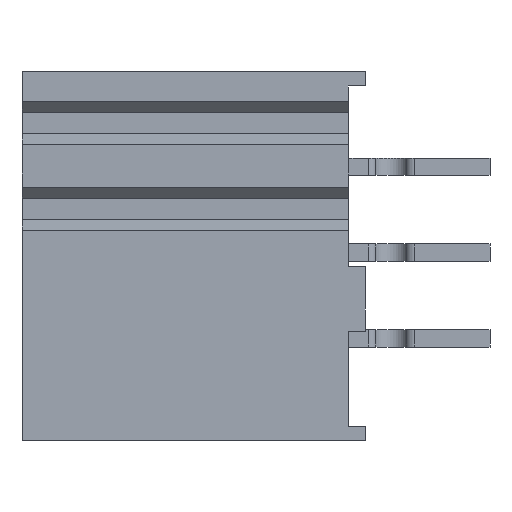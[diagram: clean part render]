
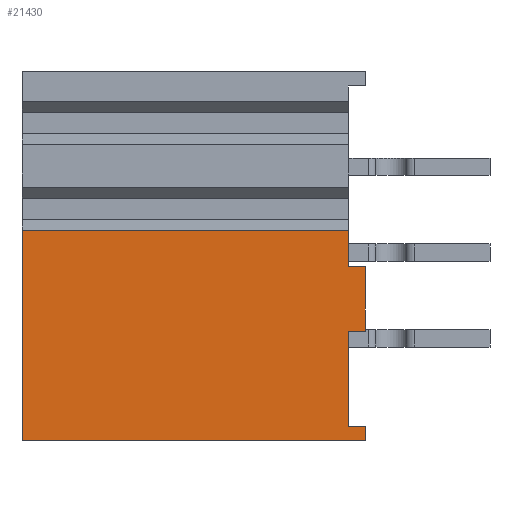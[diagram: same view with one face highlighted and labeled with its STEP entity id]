
A CAD part, front view. The second image highlights one B-rep face of the part: STEP entity #21430.
In plain terms, the highlighted planar face has unit normal (0, -1, 0).
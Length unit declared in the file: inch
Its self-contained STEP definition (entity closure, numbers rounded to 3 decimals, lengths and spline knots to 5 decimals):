
#19919=DIRECTION('',(0.,0.,-1.));
#19920=VECTOR('',#19919,0.0425);
#19921=CARTESIAN_POINT('',(0.19,-0.114,0.075));
#19922=LINE('',#19921,#19920);
#19923=DIRECTION('',(1.,0.,0.));
#19924=VECTOR('',#19923,0.02);
#19925=CARTESIAN_POINT('',(0.19,-0.114,0.0325));
#19926=LINE('',#19925,#19924);
#19927=DIRECTION('',(0.,0.,-1.));
#19928=VECTOR('',#19927,0.1105);
#19929=CARTESIAN_POINT('',(0.19,-0.114,-0.0425));
#19930=LINE('',#19929,#19928);
#19931=DIRECTION('',(1.,0.,0.));
#19932=VECTOR('',#19931,0.02);
#19933=CARTESIAN_POINT('',(0.19,-0.114,-0.153));
#19934=LINE('',#19933,#19932);
#19935=DIRECTION('',(0.,0.,1.));
#19936=VECTOR('',#19935,0.245);
#19937=CARTESIAN_POINT('',(-0.19,-0.114,-0.17));
#19938=LINE('',#19937,#19936);
#19939=DIRECTION('',(-1.,0.,0.));
#19940=VECTOR('',#19939,0.38);
#19941=CARTESIAN_POINT('',(0.19,-0.114,0.075));
#19942=LINE('',#19941,#19940);
#20111=DIRECTION('',(1.,0.,0.));
#20112=VECTOR('',#20111,0.4);
#20113=CARTESIAN_POINT('',(-0.19,-0.114,-0.17));
#20114=LINE('',#20113,#20112);
#20275=DIRECTION('',(1.,0.,0.));
#20276=VECTOR('',#20275,0.02);
#20277=CARTESIAN_POINT('',(0.19,-0.114,-0.0425));
#20278=LINE('',#20277,#20276);
#20287=DIRECTION('',(0.,0.,-1.));
#20288=VECTOR('',#20287,0.075);
#20289=CARTESIAN_POINT('',(0.21,-0.114,0.0325));
#20290=LINE('',#20289,#20288);
#20347=DIRECTION('',(0.,0.,-1.));
#20348=VECTOR('',#20347,0.017);
#20349=CARTESIAN_POINT('',(0.21,-0.114,-0.153));
#20350=LINE('',#20349,#20348);
#21003=CARTESIAN_POINT('',(-0.19,-0.114,-0.17));
#21005=VERTEX_POINT('',#21003);
#21053=CARTESIAN_POINT('',(0.19,-0.114,0.075));
#21054=CARTESIAN_POINT('',(-0.19,-0.114,0.075));
#21055=VERTEX_POINT('',#21053);
#21056=VERTEX_POINT('',#21054);
#21163=CARTESIAN_POINT('',(0.21,-0.114,-0.17));
#21165=VERTEX_POINT('',#21163);
#21169=CARTESIAN_POINT('',(0.21,-0.114,-0.153));
#21170=VERTEX_POINT('',#21169);
#21195=CARTESIAN_POINT('',(0.19,-0.114,-0.153));
#21196=VERTEX_POINT('',#21195);
#21228=CARTESIAN_POINT('',(0.21,-0.114,0.0325));
#21230=VERTEX_POINT('',#21228);
#21231=CARTESIAN_POINT('',(0.21,-0.114,-0.0425));
#21232=VERTEX_POINT('',#21231);
#21235=CARTESIAN_POINT('',(0.19,-0.114,0.0325));
#21236=VERTEX_POINT('',#21235);
#21237=CARTESIAN_POINT('',(0.19,-0.114,-0.0425));
#21238=VERTEX_POINT('',#21237);
#21403=CARTESIAN_POINT('',(0.19,-0.114,0.045));
#21404=DIRECTION('',(0.,1.,0.));
#21405=DIRECTION('',(0.,0.,-1.));
#21406=AXIS2_PLACEMENT_3D('',#21403,#21404,#21405);
#21407=PLANE('',#21406);
#21409=ORIENTED_EDGE('',*,*,#21408,.T.);
#21411=ORIENTED_EDGE('',*,*,#21410,.T.);
#21413=ORIENTED_EDGE('',*,*,#21412,.T.);
#21415=ORIENTED_EDGE('',*,*,#21414,.F.);
#21417=ORIENTED_EDGE('',*,*,#21416,.T.);
#21419=ORIENTED_EDGE('',*,*,#21418,.T.);
#21421=ORIENTED_EDGE('',*,*,#21420,.T.);
#21423=ORIENTED_EDGE('',*,*,#21422,.F.);
#21425=ORIENTED_EDGE('',*,*,#21424,.T.);
#21427=ORIENTED_EDGE('',*,*,#21426,.F.);
#21428=EDGE_LOOP('',(#21409,#21411,#21413,#21415,#21417,#21419,#21421,#21423,
#21425,#21427));
#21429=FACE_OUTER_BOUND('',#21428,.F.);
#21430=ADVANCED_FACE('',(#21429),#21407,.F.);
#21408=EDGE_CURVE('',#21055,#21236,#19922,.T.);
#21410=EDGE_CURVE('',#21236,#21230,#19926,.T.);
#21412=EDGE_CURVE('',#21230,#21232,#20290,.T.);
#21414=EDGE_CURVE('',#21238,#21232,#20278,.T.);
#21416=EDGE_CURVE('',#21238,#21196,#19930,.T.);
#21418=EDGE_CURVE('',#21196,#21170,#19934,.T.);
#21420=EDGE_CURVE('',#21170,#21165,#20350,.T.);
#21422=EDGE_CURVE('',#21005,#21165,#20114,.T.);
#21424=EDGE_CURVE('',#21005,#21056,#19938,.T.);
#21426=EDGE_CURVE('',#21055,#21056,#19942,.T.);
